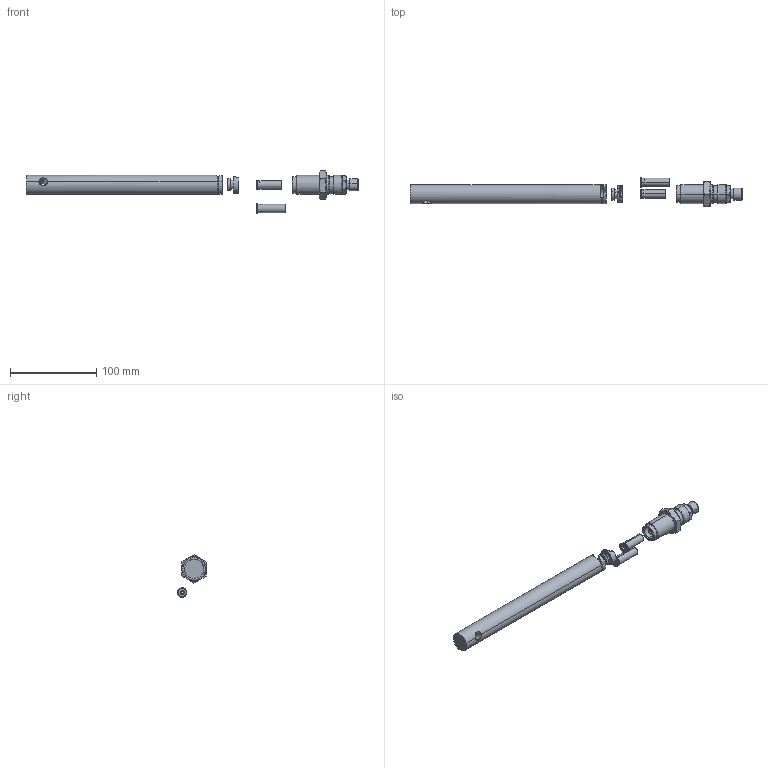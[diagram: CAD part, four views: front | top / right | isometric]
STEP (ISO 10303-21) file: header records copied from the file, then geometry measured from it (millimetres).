
FILE_DESCRIPTION (( 'STEP AP214' ), '1' );
FILE_NAME ('OS-2325 - POS-129-CONJ.STEP', '2019-08-16T13:38:43', ( '' ), ( '' ), 'SwSTEP 2.0', 'SolidWorks 2019', '' );
FILE_SCHEMA (( 'AUTOMOTIVE_DESIGN' ));
Length unit declared in the file: millimetre
Products named in the file (20): OS-2325 - POS-126 ; OS-2325 - POS-130-CONJ; OS-2325 - POS-132; OS-2325 - POS-128 ; OS-2325 - POS-133; OS-2325 - POS-135; OS-2325 - POS-170 ; OS-2325 - POS-127; OS-2325 - POS-129-CONJ; OS-2325 - POS-134; OS-2325 - POS-131
Assembly tree (10 placements, depth 3):
  OS-2325 - POS-133
  OS-2325 - POS-126 
  OS-2325 - POS-128 
  OS-2325 - POS-129-CONJ
    OS-2325 - POS-130-CONJ
      OS-2325 - POS-132
      OS-2325 - POS-133
      OS-2325 - POS-134
      OS-2325 - POS-135
      OS-2325 - POS-131
    OS-2325 - POS-126 
    OS-2325 - POS-127
    OS-2325 - POS-170 
    OS-2325 - POS-128 
  OS-2325 - POS-134
Bounding box: 385.56 x 33.82 x 49.55 mm (x, y, z)
Volume: 109108.3 mm3; surface area: 37466.8 mm2
Topology: 9 solids, 9 shells, 222 faces, 500 edges, 306 vertices
Faces by surface type: cylinder 78, plane 65, cone 49, torus 30
Entity records: 7590 total; most frequent: CARTESIAN_POINT 1657, DIRECTION 1147, ORIENTED_EDGE 1000, EDGE_CURVE 500, AXIS2_PLACEMENT_3D 490, VERTEX_POINT 306, CIRCLE 253, EDGE_LOOP 252
